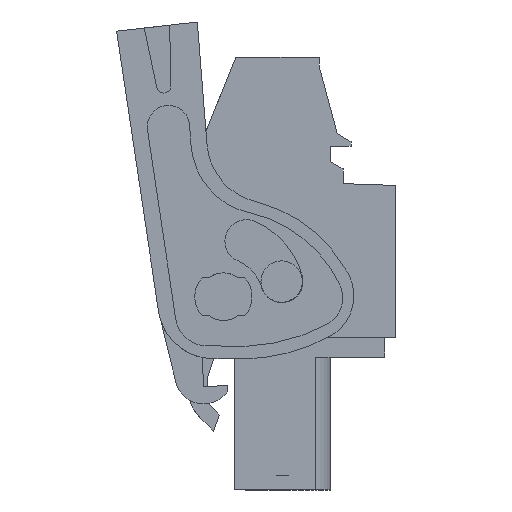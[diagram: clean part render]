
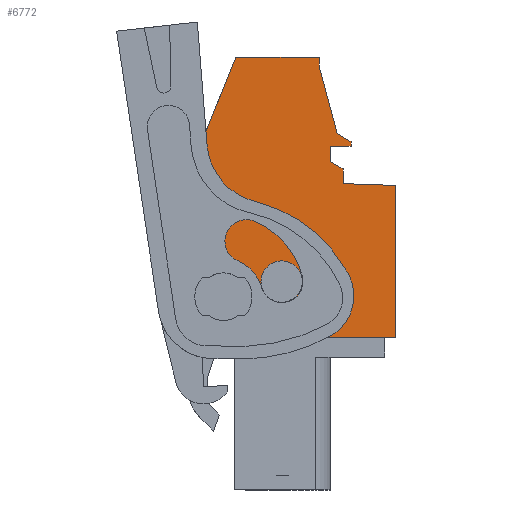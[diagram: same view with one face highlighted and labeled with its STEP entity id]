
A CAD part, left-side view. The second image highlights one B-rep face of the part: STEP entity #6772.
In plain terms, the highlighted planar face has unit normal (-1, 0, 0).
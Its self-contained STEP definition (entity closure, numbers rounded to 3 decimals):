
#6636=AXIS2_PLACEMENT_3D('Plane Axis2P3D',#6633,#6634,#6635) ;
#6738=AXIS2_PLACEMENT_3D('Circle Axis2P3D',#6736,#6737,$) ;
#6747=AXIS2_PLACEMENT_3D('Circle Axis2P3D',#6745,#6746,$) ;
#6756=AXIS2_PLACEMENT_3D('Circle Axis2P3D',#6754,#6755,$) ;
#6765=AXIS2_PLACEMENT_3D('Circle Axis2P3D',#6763,#6764,$) ;
#5563=CARTESIAN_POINT('Vertex',(4.85,14.05,9.599)) ;
#5566=CARTESIAN_POINT('Line Origine',(4.85,14.05,13.424)) ;
#5570=CARTESIAN_POINT('Vertex',(4.85,14.05,17.249)) ;
#6345=CARTESIAN_POINT('Line Origine',(4.85,7.025,9.599)) ;
#6349=CARTESIAN_POINT('Vertex',(4.85,0.,9.599)) ;
#6633=CARTESIAN_POINT('Axis2P3D Location',(4.85,0.,0.)) ;
#6638=CARTESIAN_POINT('Line Origine',(4.85,3.287,19.724)) ;
#6642=CARTESIAN_POINT('Vertex',(4.85,3.287,19.262)) ;
#6644=CARTESIAN_POINT('Vertex',(4.85,3.287,20.187)) ;
#6647=CARTESIAN_POINT('Line Origine',(4.85,3.687,20.418)) ;
#6651=CARTESIAN_POINT('Vertex',(4.85,4.087,20.649)) ;
#6654=CARTESIAN_POINT('Line Origine',(4.85,4.087,21.124)) ;
#6658=CARTESIAN_POINT('Vertex',(4.85,4.087,21.599)) ;
#6661=CARTESIAN_POINT('Line Origine',(4.85,3.437,21.599)) ;
#6665=CARTESIAN_POINT('Vertex',(4.85,2.787,21.599)) ;
#6668=CARTESIAN_POINT('Line Origine',(4.85,2.787,21.749)) ;
#6672=CARTESIAN_POINT('Vertex',(4.85,2.787,21.899)) ;
#6675=CARTESIAN_POINT('Line Origine',(4.85,3.22,22.149)) ;
#6679=CARTESIAN_POINT('Vertex',(4.85,3.653,22.399)) ;
#6682=CARTESIAN_POINT('Line Origine',(4.85,4.222,24.524)) ;
#6686=CARTESIAN_POINT('Vertex',(4.85,4.792,26.649)) ;
#6689=CARTESIAN_POINT('Line Origine',(4.85,4.792,26.924)) ;
#6693=CARTESIAN_POINT('Vertex',(4.85,4.792,27.199)) ;
#6696=CARTESIAN_POINT('Line Origine',(4.85,7.411,27.199)) ;
#6700=CARTESIAN_POINT('Vertex',(4.85,10.03,27.199)) ;
#6703=CARTESIAN_POINT('Line Origine',(4.85,12.04,22.224)) ;
#6708=CARTESIAN_POINT('Line Origine',(4.85,0.,14.373)) ;
#6712=CARTESIAN_POINT('Vertex',(4.85,0.,19.147)) ;
#6715=CARTESIAN_POINT('Line Origine',(4.85,1.643,19.204)) ;
#6736=CARTESIAN_POINT('Axis2P3D Location',(4.85,7.152,13.104)) ;
#6740=CARTESIAN_POINT('Vertex',(4.85,8.452,13.104)) ;
#6742=CARTESIAN_POINT('Vertex',(4.85,5.852,13.104)) ;
#6745=CARTESIAN_POINT('Axis2P3D Location',(4.85,7.152,13.104)) ;
#6754=CARTESIAN_POINT('Axis2P3D Location',(4.85,10.812,12.154)) ;
#6758=CARTESIAN_POINT('Vertex',(4.85,10.812,10.654)) ;
#6760=CARTESIAN_POINT('Vertex',(4.85,10.812,13.654)) ;
#6763=CARTESIAN_POINT('Axis2P3D Location',(4.85,10.812,12.154)) ;
#5567=DIRECTION('Vector Direction',(0.,0.,1.)) ;
#6346=DIRECTION('Vector Direction',(0.,1.,0.)) ;
#6634=DIRECTION('Axis2P3D Direction',(-1.,0.,0.)) ;
#6635=DIRECTION('Axis2P3D XDirection',(0.,0.,1.)) ;
#6639=DIRECTION('Vector Direction',(0.,0.,-1.)) ;
#6648=DIRECTION('Vector Direction',(0.,-0.866,-0.5)) ;
#6655=DIRECTION('Vector Direction',(0.,0.,-1.)) ;
#6662=DIRECTION('Vector Direction',(0.,1.,0.)) ;
#6669=DIRECTION('Vector Direction',(0.,0.,-1.)) ;
#6676=DIRECTION('Vector Direction',(0.,-0.866,-0.5)) ;
#6683=DIRECTION('Vector Direction',(0.,-0.259,-0.966)) ;
#6690=DIRECTION('Vector Direction',(0.,0.,-1.)) ;
#6697=DIRECTION('Vector Direction',(0.,-1.,0.)) ;
#6704=DIRECTION('Vector Direction',(0.,0.375,-0.927)) ;
#6709=DIRECTION('Vector Direction',(0.,0.,1.)) ;
#6716=DIRECTION('Vector Direction',(0.,-0.999,-0.035)) ;
#6737=DIRECTION('Axis2P3D Direction',(-1.,0.,0.)) ;
#6746=DIRECTION('Axis2P3D Direction',(-1.,0.,0.)) ;
#6755=DIRECTION('Axis2P3D Direction',(-1.,0.,0.)) ;
#6764=DIRECTION('Axis2P3D Direction',(-1.,0.,0.)) ;
#5568=VECTOR('Line Direction',#5567,1.) ;
#6347=VECTOR('Line Direction',#6346,1.) ;
#6640=VECTOR('Line Direction',#6639,1.) ;
#6649=VECTOR('Line Direction',#6648,1.) ;
#6656=VECTOR('Line Direction',#6655,1.) ;
#6663=VECTOR('Line Direction',#6662,1.) ;
#6670=VECTOR('Line Direction',#6669,1.) ;
#6677=VECTOR('Line Direction',#6676,1.) ;
#6684=VECTOR('Line Direction',#6683,1.) ;
#6691=VECTOR('Line Direction',#6690,1.) ;
#6698=VECTOR('Line Direction',#6697,1.) ;
#6705=VECTOR('Line Direction',#6704,1.) ;
#6710=VECTOR('Line Direction',#6709,1.) ;
#6717=VECTOR('Line Direction',#6716,1.) ;
#6721=ORIENTED_EDGE('',*,*,#6646,.T.) ;
#6722=ORIENTED_EDGE('',*,*,#6653,.T.) ;
#6723=ORIENTED_EDGE('',*,*,#6660,.T.) ;
#6724=ORIENTED_EDGE('',*,*,#6667,.T.) ;
#6725=ORIENTED_EDGE('',*,*,#6674,.T.) ;
#6726=ORIENTED_EDGE('',*,*,#6681,.T.) ;
#6727=ORIENTED_EDGE('',*,*,#6688,.T.) ;
#6728=ORIENTED_EDGE('',*,*,#6695,.T.) ;
#6729=ORIENTED_EDGE('',*,*,#6702,.T.) ;
#6730=ORIENTED_EDGE('',*,*,#6707,.T.) ;
#6731=ORIENTED_EDGE('',*,*,#5572,.T.) ;
#6732=ORIENTED_EDGE('',*,*,#6351,.T.) ;
#6733=ORIENTED_EDGE('',*,*,#6714,.T.) ;
#6734=ORIENTED_EDGE('',*,*,#6719,.T.) ;
#6751=ORIENTED_EDGE('',*,*,#6744,.F.) ;
#6752=ORIENTED_EDGE('',*,*,#6749,.F.) ;
#6769=ORIENTED_EDGE('',*,*,#6762,.F.) ;
#6770=ORIENTED_EDGE('',*,*,#6767,.F.) ;
#6753=FACE_BOUND('',#6750,.T.) ;
#6771=FACE_BOUND('',#6768,.T.) ;
#6772=ADVANCED_FACE('HOUSING',(#6735,#6753,#6771),#6637,.T.) ;
#6739=CIRCLE('generated circle',#6738,1.3) ;
#6748=CIRCLE('generated circle',#6747,1.3) ;
#6757=CIRCLE('generated circle',#6756,1.5) ;
#6766=CIRCLE('generated circle',#6765,1.5) ;
#5572=EDGE_CURVE('',#5571,#5564,#5569,.F.) ;
#6351=EDGE_CURVE('',#5564,#6350,#6348,.F.) ;
#6646=EDGE_CURVE('',#6643,#6645,#6641,.F.) ;
#6653=EDGE_CURVE('',#6645,#6652,#6650,.F.) ;
#6660=EDGE_CURVE('',#6652,#6659,#6657,.F.) ;
#6667=EDGE_CURVE('',#6659,#6666,#6664,.F.) ;
#6674=EDGE_CURVE('',#6666,#6673,#6671,.F.) ;
#6681=EDGE_CURVE('',#6673,#6680,#6678,.F.) ;
#6688=EDGE_CURVE('',#6680,#6687,#6685,.F.) ;
#6695=EDGE_CURVE('',#6687,#6694,#6692,.F.) ;
#6702=EDGE_CURVE('',#6694,#6701,#6699,.F.) ;
#6707=EDGE_CURVE('',#6701,#5571,#6706,.T.) ;
#6714=EDGE_CURVE('',#6350,#6713,#6711,.T.) ;
#6719=EDGE_CURVE('',#6713,#6643,#6718,.F.) ;
#6744=EDGE_CURVE('',#6741,#6743,#6739,.T.) ;
#6749=EDGE_CURVE('',#6743,#6741,#6748,.T.) ;
#6762=EDGE_CURVE('',#6759,#6761,#6757,.T.) ;
#6767=EDGE_CURVE('',#6761,#6759,#6766,.T.) ;
#6720=EDGE_LOOP('',(#6721,#6722,#6723,#6724,#6725,#6726,#6727,#6728,#6729,#6730,#6731,#6732,#6733,#6734)) ;
#6750=EDGE_LOOP('',(#6751,#6752)) ;
#6768=EDGE_LOOP('',(#6769,#6770)) ;
#6735=FACE_OUTER_BOUND('',#6720,.T.) ;
#5569=LINE('Line',#5566,#5568) ;
#6348=LINE('Line',#6345,#6347) ;
#6641=LINE('Line',#6638,#6640) ;
#6650=LINE('Line',#6647,#6649) ;
#6657=LINE('Line',#6654,#6656) ;
#6664=LINE('Line',#6661,#6663) ;
#6671=LINE('Line',#6668,#6670) ;
#6678=LINE('Line',#6675,#6677) ;
#6685=LINE('Line',#6682,#6684) ;
#6692=LINE('Line',#6689,#6691) ;
#6699=LINE('Line',#6696,#6698) ;
#6706=LINE('Line',#6703,#6705) ;
#6711=LINE('Line',#6708,#6710) ;
#6718=LINE('Line',#6715,#6717) ;
#6637=PLANE('',#6636) ;
#5564=VERTEX_POINT('',#5563) ;
#5571=VERTEX_POINT('',#5570) ;
#6350=VERTEX_POINT('',#6349) ;
#6643=VERTEX_POINT('',#6642) ;
#6645=VERTEX_POINT('',#6644) ;
#6652=VERTEX_POINT('',#6651) ;
#6659=VERTEX_POINT('',#6658) ;
#6666=VERTEX_POINT('',#6665) ;
#6673=VERTEX_POINT('',#6672) ;
#6680=VERTEX_POINT('',#6679) ;
#6687=VERTEX_POINT('',#6686) ;
#6694=VERTEX_POINT('',#6693) ;
#6701=VERTEX_POINT('',#6700) ;
#6713=VERTEX_POINT('',#6712) ;
#6741=VERTEX_POINT('',#6740) ;
#6743=VERTEX_POINT('',#6742) ;
#6759=VERTEX_POINT('',#6758) ;
#6761=VERTEX_POINT('',#6760) ;
